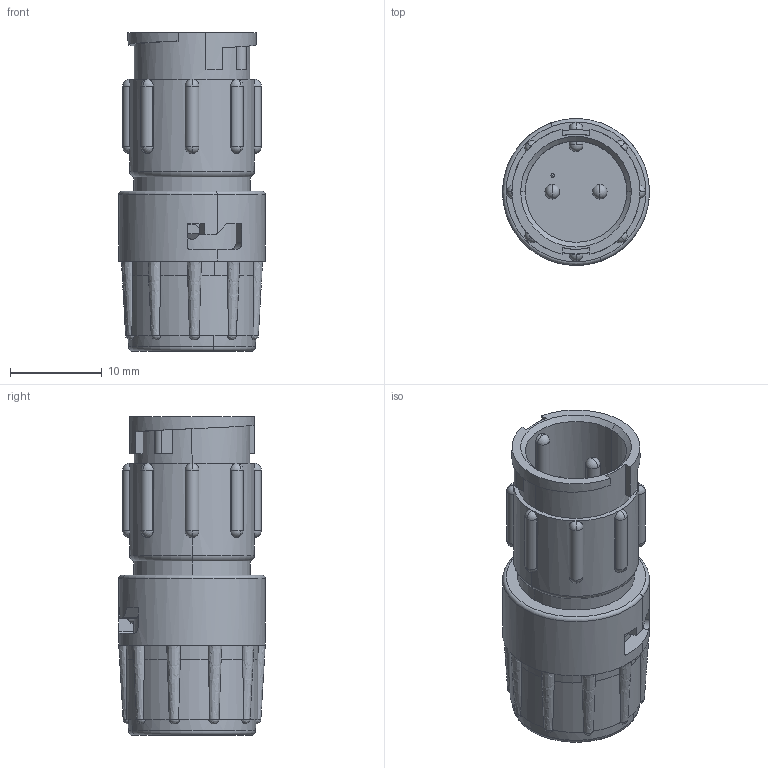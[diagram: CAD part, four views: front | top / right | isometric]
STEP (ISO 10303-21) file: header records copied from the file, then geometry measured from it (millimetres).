
FILE_DESCRIPTION (( 'STEP AP203' ), '1' );
FILE_NAME ('8380-2PG-3XX.STEP', '2019-07-24T13:10:15', ( '' ), ( '' ), 'SwSTEP 2.0', 'SolidWorks 2017', '' );
FILE_SCHEMA (( 'CONFIG_CONTROL_DESIGN' ));
Length unit declared in the file: inch
Products named in the file (1): 8380-2PG-3XX
Bounding box: 16 x 16 x 34.78 mm (x, y, z)
Volume: 4768.2 mm3; surface area: 2569.2 mm2
Topology: 1 solids, 1 shells, 215 faces, 638 edges, 393 vertices
Faces by surface type: cylinder 71, plane 63, sphere 38, bspline 22, cone 15, torus 6
Entity records: 11045 total; most frequent: CARTESIAN_POINT 5763, ORIENTED_EDGE 1190, DIRECTION 1008, EDGE_CURVE 595, AXIS2_PLACEMENT_3D 432, VERTEX_POINT 388, CIRCLE 238, EDGE_LOOP 225
